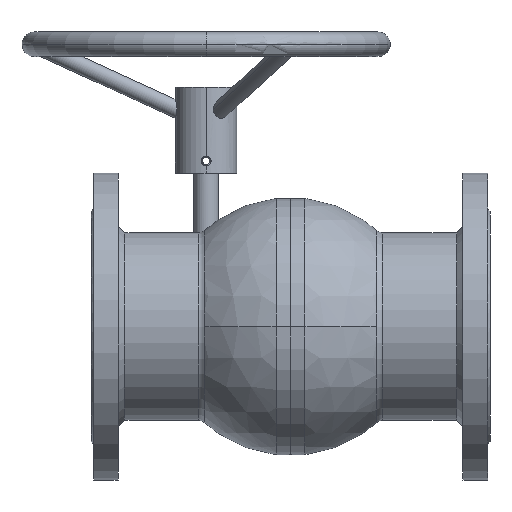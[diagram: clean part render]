
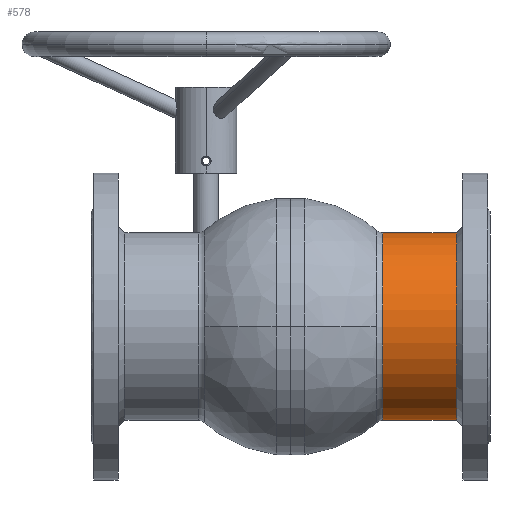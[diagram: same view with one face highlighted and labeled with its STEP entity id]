
A CAD part, front view. The second image highlights one B-rep face of the part: STEP entity #578.
In plain terms, the highlighted cylindrical face has radius 76.5 mm (diameter 153 mm), a partial arc.
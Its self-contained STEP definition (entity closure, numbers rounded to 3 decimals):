
#578 = ADVANCED_FACE ( 'NONE', ( #37968 ), #25801, .T. ) ;
#1224 = VERTEX_POINT ( 'NONE', #10149 ) ;
#2518 = DIRECTION ( 'NONE',  ( 1., 0., 0. ) ) ;
#4861 = VERTEX_POINT ( 'NONE', #15472 ) ;
#5189 = CARTESIAN_POINT ( 'NONE',  ( 154.5, 71.142, -76.5 ) ) ;
#5801 = CARTESIAN_POINT ( 'NONE',  ( 185.507, 71.142, 0. ) ) ;
#6670 = CIRCLE ( 'NONE', #26950, 76.5 ) ;
#7453 = DIRECTION ( 'NONE',  ( 1., 0., 0. ) ) ;
#8249 = EDGE_CURVE ( 'NONE', #1224, #17591, #14910, .T. ) ;
#9319 = CARTESIAN_POINT ( 'NONE',  ( 185.507, 71.142, -76.5 ) ) ;
#9399 = ORIENTED_EDGE ( 'NONE', *, *, #8249, .T. ) ;
#9463 = AXIS2_PLACEMENT_3D ( 'NONE', #5801, #2518, #26568 ) ;
#10149 = CARTESIAN_POINT ( 'NONE',  ( 75.176, 71.142, -76.5 ) ) ;
#10889 = CARTESIAN_POINT ( 'NONE',  ( 75.176, 71.142, 0. ) ) ;
#11977 = CARTESIAN_POINT ( 'NONE',  ( 154.5, 71.142, 0. ) ) ;
#13424 = DIRECTION ( 'NONE',  ( 0., 0., 1. ) ) ;
#14910 = LINE ( 'NONE', #9319, #29204 ) ;
#15332 = CARTESIAN_POINT ( 'NONE',  ( 154.5, 71.142, 76.5 ) ) ;
#15472 = CARTESIAN_POINT ( 'NONE',  ( 75.176, 71.142, 76.5 ) ) ;
#16224 = EDGE_CURVE ( 'NONE', #17591, #29852, #6670, .T. ) ;
#17360 = DIRECTION ( 'NONE',  ( 0., 0., -1. ) ) ;
#17589 = ORIENTED_EDGE ( 'NONE', *, *, #31125, .F. ) ;
#17591 = VERTEX_POINT ( 'NONE', #5189 ) ;
#20488 = DIRECTION ( 'NONE',  ( 1., 0., 0. ) ) ;
#24798 = CARTESIAN_POINT ( 'NONE',  ( 185.507, 71.142, 76.5 ) ) ;
#25331 = EDGE_LOOP ( 'NONE', ( #33659, #9399, #31179, #17589 ) ) ;
#25769 = AXIS2_PLACEMENT_3D ( 'NONE', #10889, #7453, #13424 ) ;
#25801 = CYLINDRICAL_SURFACE ( 'NONE', #9463, 76.5 ) ;
#25826 = DIRECTION ( 'NONE',  ( -1., 0., 0. ) ) ;
#26568 = DIRECTION ( 'NONE',  ( 0., 0., 1. ) ) ;
#26950 = AXIS2_PLACEMENT_3D ( 'NONE', #11977, #25826, #17360 ) ;
#27540 = VECTOR ( 'NONE', #36390, 1000. ) ;
#29204 = VECTOR ( 'NONE', #20488, 1000. ) ;
#29852 = VERTEX_POINT ( 'NONE', #15332 ) ;
#30213 = LINE ( 'NONE', #24798, #27540 ) ;
#31125 = EDGE_CURVE ( 'NONE', #4861, #29852, #30213, .T. ) ;
#31179 = ORIENTED_EDGE ( 'NONE', *, *, #16224, .T. ) ;
#32581 = EDGE_CURVE ( 'NONE', #4861, #1224, #35651, .T. ) ;
#33659 = ORIENTED_EDGE ( 'NONE', *, *, #32581, .T. ) ;
#35651 = CIRCLE ( 'NONE', #25769, 76.5 ) ;
#36390 = DIRECTION ( 'NONE',  ( 1., 0., 0. ) ) ;
#37968 = FACE_OUTER_BOUND ( 'NONE', #25331, .T. ) ;
